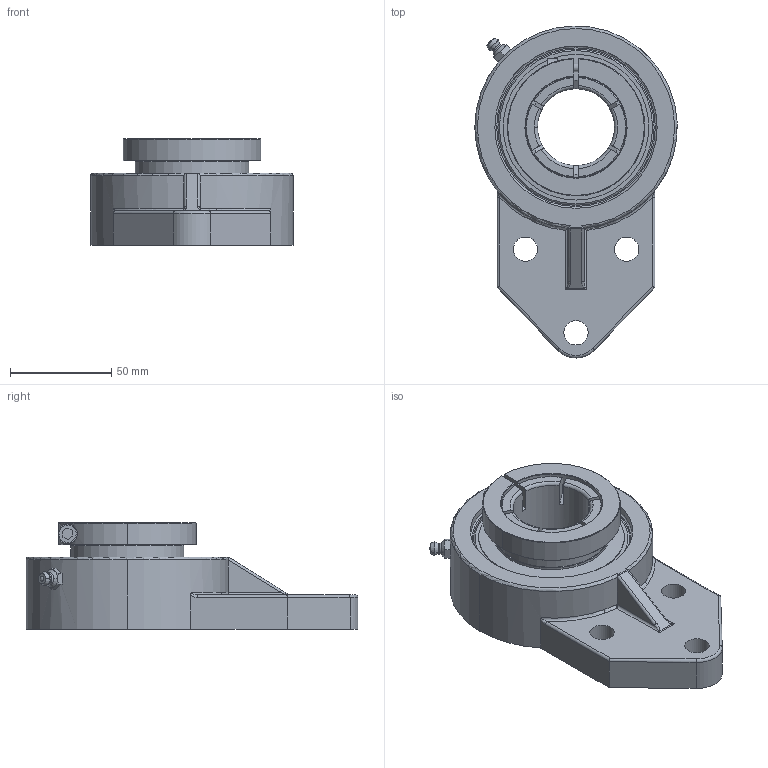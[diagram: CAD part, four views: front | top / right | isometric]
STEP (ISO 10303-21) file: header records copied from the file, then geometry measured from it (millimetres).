
FILE_DESCRIPTION(('HOOPS Exchange Step'),'2;1');
FILE_NAME('export-0CCB5161-A5D6-46CF-BD93-4762E489E143.stp','2019-12-12T16:48:11+16:00',('ibuslach'),('Alibre'),'HOOPS Exchange 2019.2','Alibre','Unknown authorisation');
FILE_SCHEMA( ('AP242_MANAGED_MODEL_BASED_3D_ENGINEERING_MIM_LF {1 0 10303 442 1 1 4 }') );
Length unit declared in the file: centimetre
Products named in the file (8): UCP ZERK 6mm; MRN SFB 208; SUE 208 LOCK RING; SUE 208 SHIELD; SUE 207 BOLT; SUE 208-24 RACES; MRN SUE 208-24; MRN SUEFB 208-24
Assembly tree (8 placements, depth 3):
  MRN SUEFB 208-24
    UCP ZERK 6mm
    MRN SFB 208
    MRN SUE 208-24
      SUE 208 LOCK RING
      SUE 208 SHIELD  x2
      SUE 207 BOLT
      SUE 208-24 RACES
Bounding box: 99.99 x 164 x 52.7 mm (x, y, z)
Volume: 263545.9 mm3; surface area: 84735.7 mm2
Topology: 8 solids, 8 shells, 235 faces, 637 edges, 414 vertices
Faces by surface type: plane 75, cylinder 70, cone 40, torus 31, bspline 10, sphere 9
Full cylindrical faces by diameter (mm): 1.482 x2, 4.134 x1, 4.137 x1, 5.8 x1, 6 x2, 8.5 x1, 12 x3, 38.1 x1, 56 x4, 57.016 x2, 68 x1, 72 x2, 80.195 x1, 84.195 x1
Entity records: 12957 total; most frequent: CARTESIAN_POINT 7021, DIRECTION 1232, ORIENTED_EDGE 1218, EDGE_CURVE 609, AXIS2_PLACEMENT_3D 504, VERTEX_POINT 400, EDGE_LOOP 257, FACE_BOUND 257
